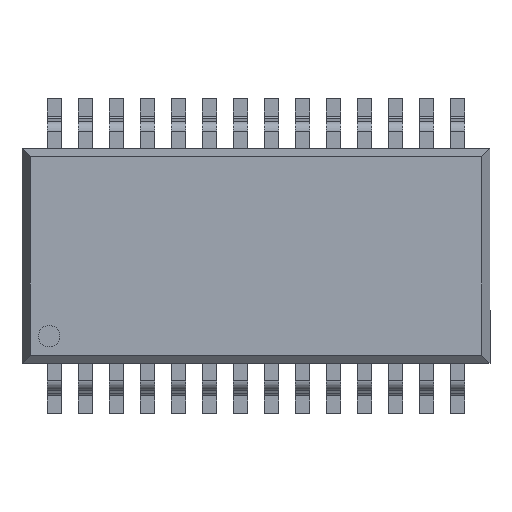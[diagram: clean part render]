
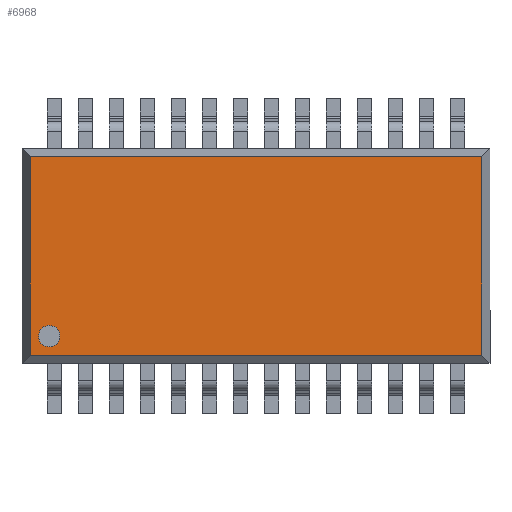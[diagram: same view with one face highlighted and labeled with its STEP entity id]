
A CAD part, top view. The second image highlights one B-rep face of the part: STEP entity #6968.
In plain terms, the highlighted planar face has unit normal (0, 0, 1).
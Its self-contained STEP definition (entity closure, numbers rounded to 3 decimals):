
#75=FACE_BOUND('',#788,.T.);
#83=PLANE('',#7421);
#379=FACE_OUTER_BOUND('',#787,.T.);
#787=EDGE_LOOP('',(#4798,#4799,#4800,#4801));
#788=EDGE_LOOP('',(#4802));
#1189=LINE('',#10145,#2002);
#1193=LINE('',#10153,#2006);
#1196=LINE('',#10159,#2009);
#1200=LINE('',#10165,#2013);
#2002=VECTOR('',#8061,10.);
#2006=VECTOR('',#8067,10.);
#2009=VECTOR('',#8072,10.);
#2013=VECTOR('',#8078,10.);
#2814=CIRCLE('',#7412,0.225);
#3040=VERTEX_POINT('',#10136);
#3042=VERTEX_POINT('',#10143);
#3043=VERTEX_POINT('',#10144);
#3046=VERTEX_POINT('',#10152);
#3048=VERTEX_POINT('',#10158);
#3730=EDGE_CURVE('',#3040,#3040,#2814,.T.);
#3733=EDGE_CURVE('',#3042,#3043,#1189,.T.);
#3737=EDGE_CURVE('',#3043,#3046,#1193,.T.);
#3740=EDGE_CURVE('',#3046,#3048,#1196,.T.);
#3744=EDGE_CURVE('',#3048,#3042,#1200,.T.);
#4798=ORIENTED_EDGE('',*,*,#3733,.F.);
#4799=ORIENTED_EDGE('',*,*,#3744,.F.);
#4800=ORIENTED_EDGE('',*,*,#3740,.F.);
#4801=ORIENTED_EDGE('',*,*,#3737,.F.);
#4802=ORIENTED_EDGE('',*,*,#3730,.T.);
#6968=ADVANCED_FACE('',(#379,#75),#83,.T.);
#7412=AXIS2_PLACEMENT_3D('',#10137,#8052,#8053);
#7421=AXIS2_PLACEMENT_3D('',#10176,#8088,#8089);
#8052=DIRECTION('center_axis',(0.,0.,-1.));
#8053=DIRECTION('ref_axis',(1.,0.,0.));
#8061=DIRECTION('',(0.,1.,0.));
#8067=DIRECTION('',(1.,0.,0.));
#8072=DIRECTION('',(0.,-1.,0.));
#8078=DIRECTION('',(-1.,0.,0.));
#8088=DIRECTION('center_axis',(0.,0.,1.));
#8089=DIRECTION('ref_axis',(1.,0.,0.));
#10136=CARTESIAN_POINT('',(-1.905,4.33,1.2));
#10137=CARTESIAN_POINT('Origin',(-1.68,4.33,1.2));
#10143=CARTESIAN_POINT('',(-2.08,-4.73,1.2));
#10144=CARTESIAN_POINT('',(-2.08,4.73,1.2));
#10145=CARTESIAN_POINT('',(-2.08,2.45,1.2));
#10152=CARTESIAN_POINT('',(2.08,4.73,1.2));
#10153=CARTESIAN_POINT('',(1.125,4.73,1.2));
#10158=CARTESIAN_POINT('',(2.08,-4.73,1.2));
#10159=CARTESIAN_POINT('',(2.08,-2.45,1.2));
#10165=CARTESIAN_POINT('',(-1.125,-4.73,1.2));
#10176=CARTESIAN_POINT('Origin',(0.,0.,1.2));
